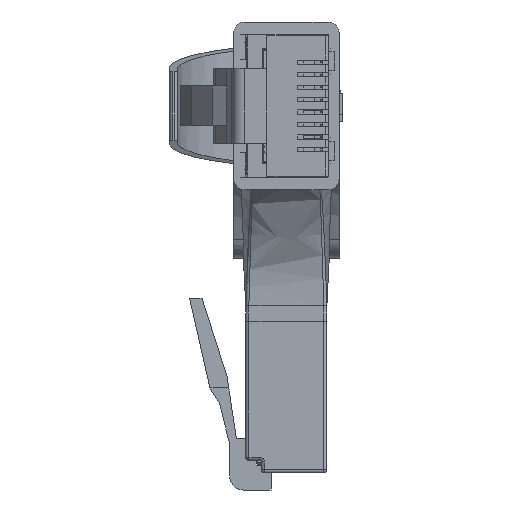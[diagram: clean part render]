
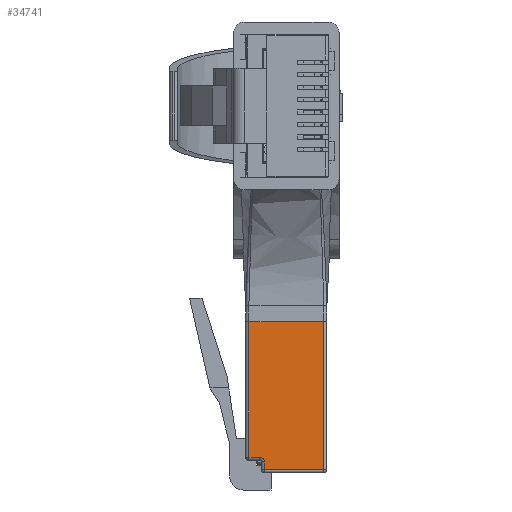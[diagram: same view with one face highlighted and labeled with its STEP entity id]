
A CAD part, left-side view. The second image highlights one B-rep face of the part: STEP entity #34741.
In plain terms, the highlighted face is planar.
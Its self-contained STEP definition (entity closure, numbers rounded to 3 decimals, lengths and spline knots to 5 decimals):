
#3597 = FACE_OUTER_BOUND ( 'NONE', #28491, .T. ) ;
#7637 = CARTESIAN_POINT ( 'NONE',  ( 0.23, 0.13, -0.485 ) ) ;
#7640 = PLANE ( 'NONE',  #42294 ) ;
#7642 = DIRECTION ( 'NONE',  ( 1., 0., 0. ) ) ;
#7643 = DIRECTION ( 'NONE',  ( 0., 1., 0. ) ) ;
#14404 = DIRECTION ( 'NONE',  ( 0., 1., 0. ) ) ;
#14413 = CARTESIAN_POINT ( 'NONE',  ( 0.23, 0.13, -0.485 ) ) ;
#14901 = CARTESIAN_POINT ( 'NONE',  ( 0.23, 0.07, -0.485 ) ) ;
#14906 = DIRECTION ( 'NONE',  ( 0., 0., 1. ) ) ;
#14960 = CARTESIAN_POINT ( 'NONE',  ( 0.23, 0.13, -0.01 ) ) ;
#14965 = DIRECTION ( 'NONE',  ( 0., -1., 0. ) ) ;
#14968 = CARTESIAN_POINT ( 'NONE',  ( 0.23, -0.12, -0.485 ) ) ;
#14973 = DIRECTION ( 'NONE',  ( 0., 0., -1. ) ) ;
#14976 = CARTESIAN_POINT ( 'NONE',  ( 0.23, 0.12, -0.485 ) ) ;
#14981 = DIRECTION ( 'NONE',  ( 0., 0., 1. ) ) ;
#14984 = CARTESIAN_POINT ( 'NONE',  ( 0.23, 0.13, -0.05 ) ) ;
#14989 = DIRECTION ( 'NONE',  ( 0., -1., 0. ) ) ;
#15002 = CARTESIAN_POINT ( 'NONE',  ( 0.23, 0.085, -0.035 ) ) ;
#15005 = DIRECTION ( 'NONE',  ( -1., 0., 0. ) ) ;
#15008 = DIRECTION ( 'NONE',  ( 0., 1., 0. ) ) ;
#28491 = EDGE_LOOP ( 'NONE', ( #47474, #47475, #47476, #47477, #47478, #47479, #47480 ) ) ;
#29582 = EDGE_CURVE ( 'NONE', #52302, #52305, #54043, .T. ) ;
#29644 = EDGE_CURVE ( 'NONE', #52353, #52356, #54157, .T. ) ;
#29645 = EDGE_CURVE ( 'NONE', #52356, #52302, #54159, .T. ) ;
#29646 = EDGE_CURVE ( 'NONE', #52305, #52357, #54161, .T. ) ;
#29647 = EDGE_CURVE ( 'NONE', #52357, #52360, #54163, .T. ) ;
#29648 = EDGE_CURVE ( 'NONE', #52360, #52361, #54165, .T. ) ;
#29649 = EDGE_CURVE ( 'NONE', #52361, #52353, #54167, .T. ) ;
#34741 = ADVANCED_FACE ( 'NONE', ( #3597 ), #7640, .T. ) ;
#40532 = CARTESIAN_POINT ( 'NONE',  ( 0.23, -0.12, -0.485 ) ) ;
#40535 = CARTESIAN_POINT ( 'NONE',  ( 0.23, 0.12, -0.485 ) ) ;
#40583 = CARTESIAN_POINT ( 'NONE',  ( 0.23, 0.07, -0.01 ) ) ;
#40586 = CARTESIAN_POINT ( 'NONE',  ( 0.23, -0.12, -0.01 ) ) ;
#40587 = CARTESIAN_POINT ( 'NONE',  ( 0.23, 0.12, -0.05 ) ) ;
#40590 = CARTESIAN_POINT ( 'NONE',  ( 0.23, 0.085, -0.05 ) ) ;
#40591 = CARTESIAN_POINT ( 'NONE',  ( 0.23, 0.07, -0.035 ) ) ;
#42294 = AXIS2_PLACEMENT_3D ( 'NONE', #7637, #7642, #7643 ) ;
#45933 = AXIS2_PLACEMENT_3D ( 'NONE', #15002, #15005, #15008 ) ;
#47474 = ORIENTED_EDGE ( 'NONE', *, *, #29644, .T. ) ;
#47475 = ORIENTED_EDGE ( 'NONE', *, *, #29645, .T. ) ;
#47476 = ORIENTED_EDGE ( 'NONE', *, *, #29582, .T. ) ;
#47477 = ORIENTED_EDGE ( 'NONE', *, *, #29646, .T. ) ;
#47478 = ORIENTED_EDGE ( 'NONE', *, *, #29647, .T. ) ;
#47479 = ORIENTED_EDGE ( 'NONE', *, *, #29648, .T. ) ;
#47480 = ORIENTED_EDGE ( 'NONE', *, *, #29649, .T. ) ;
#52302 = VERTEX_POINT ( 'NONE', #40532 ) ;
#52305 = VERTEX_POINT ( 'NONE', #40535 ) ;
#52353 = VERTEX_POINT ( 'NONE', #40583 ) ;
#52356 = VERTEX_POINT ( 'NONE', #40586 ) ;
#52357 = VERTEX_POINT ( 'NONE', #40587 ) ;
#52360 = VERTEX_POINT ( 'NONE', #40590 ) ;
#52361 = VERTEX_POINT ( 'NONE', #40591 ) ;
#54043 = LINE ( 'NONE', #14413, #54045 ) ;
#54045 = VECTOR ( 'NONE', #14404, 39.37008 ) ;
#54157 = LINE ( 'NONE', #14960, #54160 ) ;
#54159 = LINE ( 'NONE', #14968, #54162 ) ;
#54160 = VECTOR ( 'NONE', #14965, 39.37008 ) ;
#54161 = LINE ( 'NONE', #14976, #54164 ) ;
#54162 = VECTOR ( 'NONE', #14973, 39.37008 ) ;
#54163 = LINE ( 'NONE', #14984, #54166 ) ;
#54164 = VECTOR ( 'NONE', #14981, 39.37008 ) ;
#54165 = CIRCLE ( 'NONE', #45933, 0.015 ) ;
#54166 = VECTOR ( 'NONE', #14989, 39.37008 ) ;
#54167 = LINE ( 'NONE', #14901, #54169 ) ;
#54169 = VECTOR ( 'NONE', #14906, 39.37008 ) ;
